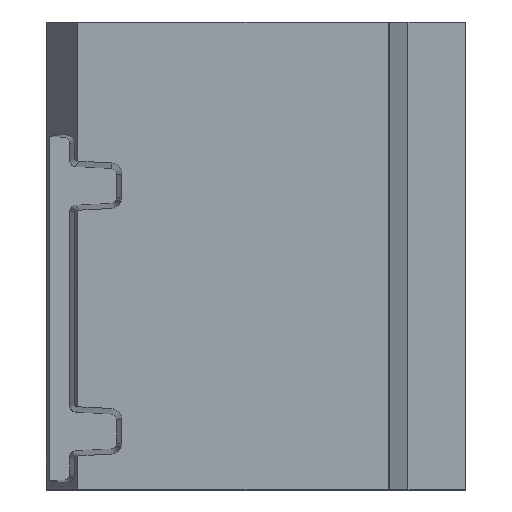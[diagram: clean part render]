
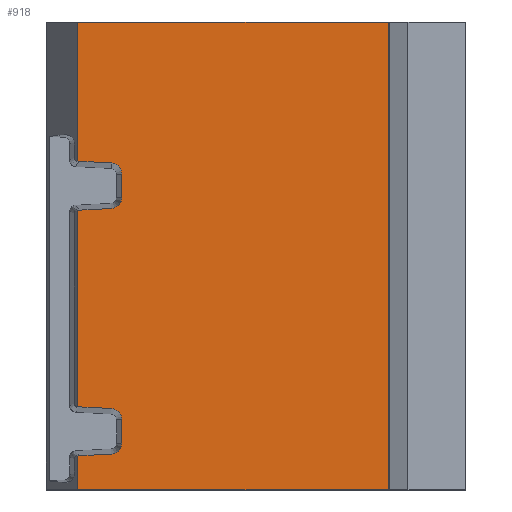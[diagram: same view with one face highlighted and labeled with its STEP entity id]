
A CAD part, top view. The second image highlights one B-rep face of the part: STEP entity #918.
In plain terms, the highlighted planar face has unit normal (0, 0, 1).
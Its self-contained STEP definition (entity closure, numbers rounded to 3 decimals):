
#41=B_SPLINE_CURVE_WITH_KNOTS('',3,(#1468,#1469,#1470,#1471),
 .UNSPECIFIED.,.F.,.F.,(4,4),(0.086,0.107),
 .UNSPECIFIED.);
#42=B_SPLINE_CURVE_WITH_KNOTS('',3,(#1483,#1484,#1485,#1486),
 .UNSPECIFIED.,.F.,.F.,(4,4),(0.,0.021),.UNSPECIFIED.);
#43=B_SPLINE_CURVE_WITH_KNOTS('',3,(#1490,#1491,#1492,#1493),
 .UNSPECIFIED.,.F.,.F.,(4,4),(0.086,0.107),
 .UNSPECIFIED.);
#44=B_SPLINE_CURVE_WITH_KNOTS('',3,(#1505,#1506,#1507,#1508),
 .UNSPECIFIED.,.F.,.F.,(4,4),(0.,0.021),.UNSPECIFIED.);
#55=CIRCLE('',#972,1.9);
#56=CIRCLE('',#973,1.9);
#57=CIRCLE('',#974,1.9);
#58=CIRCLE('',#975,1.9);
#88=FACE_OUTER_BOUND('',#138,.T.);
#138=EDGE_LOOP('',(#670,#671,#672,#673,#674,#675,#676,#677,#678,#679,#680,
#681,#682,#683,#684,#685,#686,#687,#688,#689));
#190=LINE('',#1308,#286);
#200=LINE('',#1332,#296);
#212=LINE('',#1447,#308);
#219=LINE('',#1466,#315);
#220=LINE('',#1473,#316);
#221=LINE('',#1477,#317);
#222=LINE('',#1481,#318);
#223=LINE('',#1488,#319);
#224=LINE('',#1495,#320);
#225=LINE('',#1499,#321);
#226=LINE('',#1503,#322);
#227=LINE('',#1509,#323);
#286=VECTOR('',#1054,10.);
#296=VECTOR('',#1072,10.);
#308=VECTOR('',#1090,10.);
#315=VECTOR('',#1101,10.);
#316=VECTOR('',#1102,10.);
#317=VECTOR('',#1105,10.);
#318=VECTOR('',#1108,10.);
#319=VECTOR('',#1109,10.);
#320=VECTOR('',#1110,10.);
#321=VECTOR('',#1113,10.);
#322=VECTOR('',#1116,10.);
#323=VECTOR('',#1117,10.);
#380=VERTEX_POINT('',#1305);
#381=VERTEX_POINT('',#1307);
#391=VERTEX_POINT('',#1331);
#403=VERTEX_POINT('',#1446);
#409=VERTEX_POINT('',#1465);
#410=VERTEX_POINT('',#1467);
#411=VERTEX_POINT('',#1472);
#412=VERTEX_POINT('',#1474);
#413=VERTEX_POINT('',#1476);
#414=VERTEX_POINT('',#1478);
#415=VERTEX_POINT('',#1480);
#416=VERTEX_POINT('',#1482);
#417=VERTEX_POINT('',#1487);
#418=VERTEX_POINT('',#1489);
#419=VERTEX_POINT('',#1494);
#420=VERTEX_POINT('',#1496);
#421=VERTEX_POINT('',#1498);
#422=VERTEX_POINT('',#1500);
#423=VERTEX_POINT('',#1502);
#424=VERTEX_POINT('',#1504);
#473=EDGE_CURVE('',#380,#381,#190,.T.);
#485=EDGE_CURVE('',#391,#381,#200,.T.);
#502=EDGE_CURVE('',#391,#403,#212,.T.);
#510=EDGE_CURVE('',#380,#409,#219,.T.);
#511=EDGE_CURVE('',#409,#410,#41,.T.);
#512=EDGE_CURVE('',#410,#411,#220,.T.);
#513=EDGE_CURVE('',#411,#412,#55,.T.);
#514=EDGE_CURVE('',#412,#413,#221,.T.);
#515=EDGE_CURVE('',#413,#414,#56,.T.);
#516=EDGE_CURVE('',#414,#415,#222,.T.);
#517=EDGE_CURVE('',#415,#416,#42,.T.);
#518=EDGE_CURVE('',#416,#417,#223,.T.);
#519=EDGE_CURVE('',#417,#418,#43,.T.);
#520=EDGE_CURVE('',#418,#419,#224,.T.);
#521=EDGE_CURVE('',#419,#420,#57,.T.);
#522=EDGE_CURVE('',#420,#421,#225,.T.);
#523=EDGE_CURVE('',#421,#422,#58,.T.);
#524=EDGE_CURVE('',#422,#423,#226,.T.);
#525=EDGE_CURVE('',#423,#424,#44,.T.);
#526=EDGE_CURVE('',#424,#403,#227,.T.);
#670=ORIENTED_EDGE('',*,*,#485,.T.);
#671=ORIENTED_EDGE('',*,*,#473,.F.);
#672=ORIENTED_EDGE('',*,*,#510,.T.);
#673=ORIENTED_EDGE('',*,*,#511,.T.);
#674=ORIENTED_EDGE('',*,*,#512,.T.);
#675=ORIENTED_EDGE('',*,*,#513,.T.);
#676=ORIENTED_EDGE('',*,*,#514,.T.);
#677=ORIENTED_EDGE('',*,*,#515,.T.);
#678=ORIENTED_EDGE('',*,*,#516,.T.);
#679=ORIENTED_EDGE('',*,*,#517,.T.);
#680=ORIENTED_EDGE('',*,*,#518,.T.);
#681=ORIENTED_EDGE('',*,*,#519,.T.);
#682=ORIENTED_EDGE('',*,*,#520,.T.);
#683=ORIENTED_EDGE('',*,*,#521,.T.);
#684=ORIENTED_EDGE('',*,*,#522,.T.);
#685=ORIENTED_EDGE('',*,*,#523,.T.);
#686=ORIENTED_EDGE('',*,*,#524,.T.);
#687=ORIENTED_EDGE('',*,*,#525,.T.);
#688=ORIENTED_EDGE('',*,*,#526,.T.);
#689=ORIENTED_EDGE('',*,*,#502,.F.);
#887=PLANE('',#971);
#918=ADVANCED_FACE('',(#88),#887,.T.);
#971=AXIS2_PLACEMENT_3D('',#1464,#1099,#1100);
#972=AXIS2_PLACEMENT_3D('',#1475,#1103,#1104);
#973=AXIS2_PLACEMENT_3D('',#1479,#1106,#1107);
#974=AXIS2_PLACEMENT_3D('',#1497,#1111,#1112);
#975=AXIS2_PLACEMENT_3D('',#1501,#1114,#1115);
#1054=DIRECTION('',(1.,0.,0.));
#1072=DIRECTION('',(0.,1.,0.));
#1090=DIRECTION('',(-1.,0.,0.));
#1099=DIRECTION('center_axis',(0.,0.,1.));
#1100=DIRECTION('ref_axis',(1.,0.,0.));
#1101=DIRECTION('',(0.,-1.,0.));
#1102=DIRECTION('',(0.999,-0.052,0.));
#1103=DIRECTION('center_axis',(0.,0.,-1.));
#1104=DIRECTION('ref_axis',(1.,0.,0.));
#1105=DIRECTION('',(0.,-1.,0.));
#1106=DIRECTION('center_axis',(0.,0.,-1.));
#1107=DIRECTION('ref_axis',(1.,0.,0.));
#1108=DIRECTION('',(-0.999,-0.052,0.));
#1109=DIRECTION('',(0.,-1.,0.));
#1110=DIRECTION('',(0.999,-0.052,0.));
#1111=DIRECTION('center_axis',(0.,0.,-1.));
#1112=DIRECTION('ref_axis',(1.,0.,0.));
#1113=DIRECTION('',(0.,-1.,0.));
#1114=DIRECTION('center_axis',(0.,0.,-1.));
#1115=DIRECTION('ref_axis',(1.,0.,0.));
#1116=DIRECTION('',(-0.999,-0.052,0.));
#1117=DIRECTION('',(0.,-1.,0.));
#1305=CARTESIAN_POINT('',(-26.64,30.,23.009));
#1307=CARTESIAN_POINT('',(26.64,30.,23.009));
#1308=CARTESIAN_POINT('',(39.705,30.,23.009));
#1331=CARTESIAN_POINT('',(26.64,-50.,23.009));
#1332=CARTESIAN_POINT('',(26.64,-2501.5,23.009));
#1446=CARTESIAN_POINT('',(-26.64,-50.,23.009));
#1447=CARTESIAN_POINT('',(39.705,-50.,23.009));
#1464=CARTESIAN_POINT('Origin',(-40.295,0.,23.009));
#1465=CARTESIAN_POINT('',(-26.64,6.231,23.009));
#1466=CARTESIAN_POINT('',(-26.64,-2501.5,23.009));
#1467=CARTESIAN_POINT('',(-26.436,6.189,23.009));
#1468=CARTESIAN_POINT('Ctrl Pts',(-26.64,6.231,23.009));
#1469=CARTESIAN_POINT('Ctrl Pts',(-26.575,6.207,23.009));
#1470=CARTESIAN_POINT('Ctrl Pts',(-26.506,6.193,23.009));
#1471=CARTESIAN_POINT('Ctrl Pts',(-26.436,6.189,23.009));
#1472=CARTESIAN_POINT('',(-20.901,5.899,23.009));
#1473=CARTESIAN_POINT('',(-31.943,6.478,23.009));
#1474=CARTESIAN_POINT('',(-19.1,4.001,23.009));
#1475=CARTESIAN_POINT('Origin',(-21.,4.001,23.009));
#1476=CARTESIAN_POINT('',(-19.1,-0.001,23.009));
#1477=CARTESIAN_POINT('',(-19.1,-0.001,23.009));
#1478=CARTESIAN_POINT('',(-20.901,-1.899,23.009));
#1479=CARTESIAN_POINT('Origin',(-21.,-0.001,
23.009));
#1480=CARTESIAN_POINT('',(-26.436,-2.189,23.009));
#1481=CARTESIAN_POINT('',(-32.048,-2.483,23.009));
#1482=CARTESIAN_POINT('',(-26.64,-2.231,23.009));
#1483=CARTESIAN_POINT('Ctrl Pts',(-26.436,-2.189,23.009));
#1484=CARTESIAN_POINT('Ctrl Pts',(-26.506,-2.193,23.009));
#1485=CARTESIAN_POINT('Ctrl Pts',(-26.575,-2.207,23.009));
#1486=CARTESIAN_POINT('Ctrl Pts',(-26.64,-2.231,23.009));
#1487=CARTESIAN_POINT('',(-26.64,-35.769,23.009));
#1488=CARTESIAN_POINT('',(-26.64,-2501.5,23.009));
#1489=CARTESIAN_POINT('',(-26.436,-35.811,23.009));
#1490=CARTESIAN_POINT('Ctrl Pts',(-26.64,-35.769,23.009));
#1491=CARTESIAN_POINT('Ctrl Pts',(-26.575,-35.793,23.009));
#1492=CARTESIAN_POINT('Ctrl Pts',(-26.506,-35.807,23.009));
#1493=CARTESIAN_POINT('Ctrl Pts',(-26.436,-35.811,23.009));
#1494=CARTESIAN_POINT('',(-20.901,-36.101,23.009));
#1495=CARTESIAN_POINT('',(-33.041,-35.465,23.009));
#1496=CARTESIAN_POINT('',(-19.1,-37.999,23.009));
#1497=CARTESIAN_POINT('Origin',(-21.,-37.999,23.009));
#1498=CARTESIAN_POINT('',(-19.1,-42.001,23.009));
#1499=CARTESIAN_POINT('',(-19.1,-18.999,23.009));
#1500=CARTESIAN_POINT('',(-20.901,-43.899,23.009));
#1501=CARTESIAN_POINT('Origin',(-21.,-42.001,23.009));
#1502=CARTESIAN_POINT('',(-26.436,-44.189,23.009));
#1503=CARTESIAN_POINT('',(-30.95,-44.426,23.009));
#1504=CARTESIAN_POINT('',(-26.64,-44.231,23.009));
#1505=CARTESIAN_POINT('Ctrl Pts',(-26.436,-44.189,23.009));
#1506=CARTESIAN_POINT('Ctrl Pts',(-26.506,-44.193,23.009));
#1507=CARTESIAN_POINT('Ctrl Pts',(-26.575,-44.207,23.009));
#1508=CARTESIAN_POINT('Ctrl Pts',(-26.64,-44.231,23.009));
#1509=CARTESIAN_POINT('',(-26.64,-2501.5,23.009));
